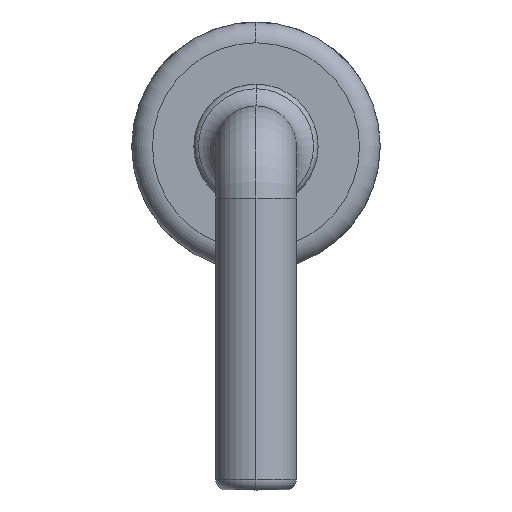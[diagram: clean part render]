
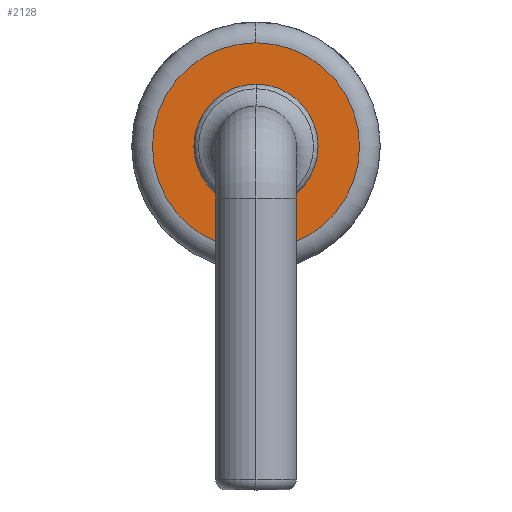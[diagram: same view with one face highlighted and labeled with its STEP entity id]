
A CAD part, left-side view. The second image highlights one B-rep face of the part: STEP entity #2128.
In plain terms, the highlighted planar face has unit normal (-1, 0, 0).
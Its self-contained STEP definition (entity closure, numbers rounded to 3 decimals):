
#158 = FACE_BOUND ( 'NONE', #964, .T. ) ;
#299 = DIRECTION ( 'NONE',  ( 0., 0., -1. ) ) ;
#363 = DIRECTION ( 'NONE',  ( 0., 0., -1. ) ) ;
#667 = ORIENTED_EDGE ( 'NONE', *, *, #3172, .F. ) ;
#709 = AXIS2_PLACEMENT_3D ( 'NONE', #1874, #5107, #2327 ) ;
#924 = CARTESIAN_POINT ( 'NONE',  ( -1.85, 0., 1.92 ) ) ;
#964 = EDGE_LOOP ( 'NONE', ( #667, #1425 ) ) ;
#1017 = EDGE_CURVE ( 'NONE', #3486, #4788, #4881, .T. ) ;
#1112 = AXIS2_PLACEMENT_3D ( 'NONE', #4114, #1324, #4581 ) ;
#1191 = CARTESIAN_POINT ( 'NONE',  ( -1.85, 0., 0.32 ) ) ;
#1268 = AXIS2_PLACEMENT_3D ( 'NONE', #5885, #3129, #363 ) ;
#1319 = AXIS2_PLACEMENT_3D ( 'NONE', #5410, #3981, #2546 ) ;
#1324 = DIRECTION ( 'NONE',  ( 1., 0., 0. ) ) ;
#1425 = ORIENTED_EDGE ( 'NONE', *, *, #1017, .F. ) ;
#1641 = CARTESIAN_POINT ( 'NONE',  ( -1.85, 0., 2.32 ) ) ;
#1874 = CARTESIAN_POINT ( 'NONE',  ( -1.85, 0., 1.32 ) ) ;
#2013 = ORIENTED_EDGE ( 'NONE', *, *, #5799, .T. ) ;
#2128 = ADVANCED_FACE ( 'NONE', ( #2465, #158 ), #5456, .F. ) ;
#2327 = DIRECTION ( 'NONE',  ( 0., 0., -1. ) ) ;
#2382 = CIRCLE ( 'NONE', #1268, 1. ) ;
#2465 = FACE_OUTER_BOUND ( 'NONE', #2769, .T. ) ;
#2545 = EDGE_CURVE ( 'NONE', #3998, #5584, #2382, .T. ) ;
#2546 = DIRECTION ( 'NONE',  ( 0., 0., -1. ) ) ;
#2584 = CIRCLE ( 'NONE', #709, 1. ) ;
#2769 = EDGE_LOOP ( 'NONE', ( #3574, #2013 ) ) ;
#3060 = DIRECTION ( 'NONE',  ( -1., 0., 0. ) ) ;
#3129 = DIRECTION ( 'NONE',  ( -1., 0., 0. ) ) ;
#3172 = EDGE_CURVE ( 'NONE', #4788, #3486, #3432, .T. ) ;
#3432 = CIRCLE ( 'NONE', #4769, 0.6 ) ;
#3486 = VERTEX_POINT ( 'NONE', #4683 ) ;
#3574 = ORIENTED_EDGE ( 'NONE', *, *, #2545, .T. ) ;
#3981 = DIRECTION ( 'NONE',  ( -1., 0., 0. ) ) ;
#3998 = VERTEX_POINT ( 'NONE', #1191 ) ;
#4114 = CARTESIAN_POINT ( 'NONE',  ( -1.85, 0., 1.32 ) ) ;
#4581 = DIRECTION ( 'NONE',  ( 0., 0., -1. ) ) ;
#4683 = CARTESIAN_POINT ( 'NONE',  ( -1.85, 0., 0.72 ) ) ;
#4769 = AXIS2_PLACEMENT_3D ( 'NONE', #5825, #3060, #299 ) ;
#4788 = VERTEX_POINT ( 'NONE', #924 ) ;
#4881 = CIRCLE ( 'NONE', #1319, 0.6 ) ;
#5107 = DIRECTION ( 'NONE',  ( -1., 0., 0. ) ) ;
#5410 = CARTESIAN_POINT ( 'NONE',  ( -1.85, 0., 1.32 ) ) ;
#5456 = PLANE ( 'NONE',  #1112 ) ;
#5584 = VERTEX_POINT ( 'NONE', #1641 ) ;
#5799 = EDGE_CURVE ( 'NONE', #5584, #3998, #2584, .T. ) ;
#5825 = CARTESIAN_POINT ( 'NONE',  ( -1.85, 0., 1.32 ) ) ;
#5885 = CARTESIAN_POINT ( 'NONE',  ( -1.85, 0., 1.32 ) ) ;
